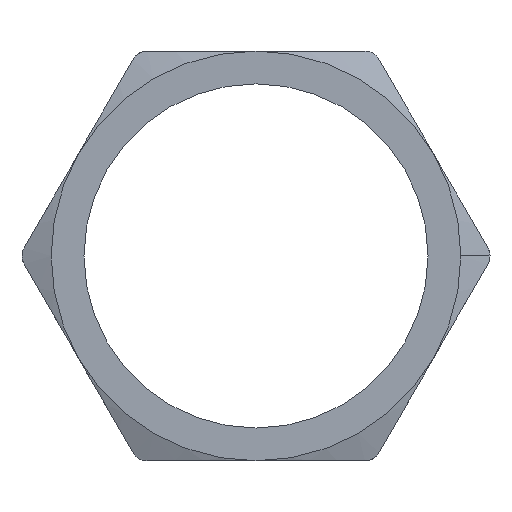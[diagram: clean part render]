
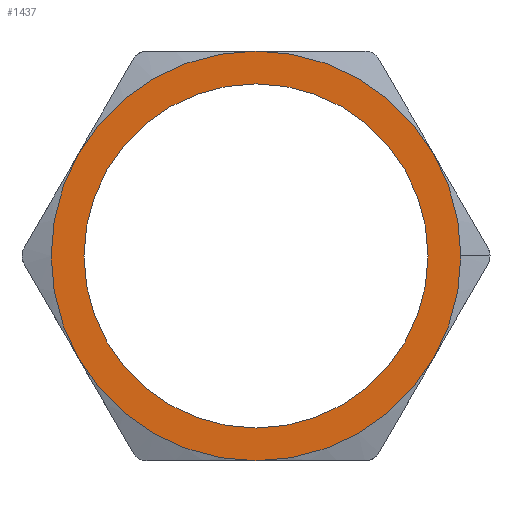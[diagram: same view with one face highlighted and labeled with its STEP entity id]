
A CAD part, top view. The second image highlights one B-rep face of the part: STEP entity #1437.
In plain terms, the highlighted planar face has unit normal (0, 0, 1).
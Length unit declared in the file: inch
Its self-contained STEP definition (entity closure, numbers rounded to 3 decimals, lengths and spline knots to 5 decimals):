
#236 = CARTESIAN_POINT ( 'NONE',  ( -0.315, 0., 0.11 ) ) ;
#296 = CARTESIAN_POINT ( 'NONE',  ( -0.32476, -0.1875, 0.11 ) ) ;
#867 = VERTEX_POINT ( 'NONE', #236 ) ;
#888 = EDGE_CURVE ( 'NONE', #889, #890, #1544, .T. ) ;
#889 = VERTEX_POINT ( 'NONE', #1539 ) ;
#890 = VERTEX_POINT ( 'NONE', #1538 ) ;
#1001 = VERTEX_POINT ( 'NONE', #1676 ) ;
#1003 = EDGE_CURVE ( 'NONE', #1004, #867, #1675, .T. ) ;
#1004 = VERTEX_POINT ( 'NONE', #1670 ) ;
#1041 = VERTEX_POINT ( 'NONE', #1745 ) ;
#1107 = VERTEX_POINT ( 'NONE', #296 ) ;
#1243 = VERTEX_POINT ( 'NONE', #1758 ) ;
#1262 = VERTEX_POINT ( 'NONE', #1808 ) ;
#1324 = EDGE_CURVE ( 'NONE', #1001, #1107, #1928, .T. ) ;
#1325 = ORIENTED_EDGE ( 'NONE', *, *, #1327, .T. ) ;
#1326 = ORIENTED_EDGE ( 'NONE', *, *, #1324, .T. ) ;
#1327 = EDGE_CURVE ( 'NONE', #1107, #1041, #1923, .T. ) ;
#1328 = EDGE_CURVE ( 'NONE', #1243, #1001, #1973, .T. ) ;
#1363 = ORIENTED_EDGE ( 'NONE', *, *, #1328, .T. ) ;
#1369 = EDGE_CURVE ( 'NONE', #1041, #1262, #2014, .T. ) ;
#1372 = ORIENTED_EDGE ( 'NONE', *, *, #1369, .T. ) ;
#1373 = EDGE_CURVE ( 'NONE', #1262, #889, #2008, .T. ) ;
#1374 = ORIENTED_EDGE ( 'NONE', *, *, #1373, .T. ) ;
#1375 = ORIENTED_EDGE ( 'NONE', *, *, #888, .T. ) ;
#1376 = ORIENTED_EDGE ( 'NONE', *, *, #1377, .T. ) ;
#1377 = EDGE_CURVE ( 'NONE', #890, #1243, #2062, .T. ) ;
#1380 = EDGE_LOOP ( 'NONE', ( #1438, #1423 ) ) ;
#1423 = ORIENTED_EDGE ( 'NONE', *, *, #1003, .T. ) ;
#1424 = EDGE_LOOP ( 'NONE', ( #1374, #1375, #1376, #1363, #1326, #1325, #1372 ) ) ;
#1434 = EDGE_CURVE ( 'NONE', #867, #1004, #2147, .T. ) ;
#1437 = ADVANCED_FACE ( 'NONE', ( #2137, #2136 ), #2135, .T. ) ;
#1438 = ORIENTED_EDGE ( 'NONE', *, *, #1434, .T. ) ;
#1538 = CARTESIAN_POINT ( 'NONE',  ( 0.32476, 0.1875, 0.11 ) ) ;
#1539 = CARTESIAN_POINT ( 'NONE',  ( 0.375, 0., 0.11 ) ) ;
#1540 = DIRECTION ( 'NONE',  ( 1., 0., 0. ) ) ;
#1541 = DIRECTION ( 'NONE',  ( 0., 0., 1. ) ) ;
#1542 = CARTESIAN_POINT ( 'NONE',  ( 0., 0., 0.11 ) ) ;
#1543 = AXIS2_PLACEMENT_3D ( 'NONE', #1542, #1541, #1540 ) ;
#1544 = CIRCLE ( 'NONE', #1543, 0.375 ) ;
#1670 = CARTESIAN_POINT ( 'NONE',  ( 0.315, 0., 0.11 ) ) ;
#1671 = DIRECTION ( 'NONE',  ( -1., 0., 0. ) ) ;
#1672 = DIRECTION ( 'NONE',  ( 0., 0., -1. ) ) ;
#1673 = CARTESIAN_POINT ( 'NONE',  ( 0., 0., 0.11 ) ) ;
#1674 = AXIS2_PLACEMENT_3D ( 'NONE', #1673, #1672, #1671 ) ;
#1675 = CIRCLE ( 'NONE', #1674, 0.315 ) ;
#1676 = CARTESIAN_POINT ( 'NONE',  ( -0.32476, 0.1875, 0.11 ) ) ;
#1745 = CARTESIAN_POINT ( 'NONE',  ( 0., -0.375, 0.11 ) ) ;
#1758 = CARTESIAN_POINT ( 'NONE',  ( 0., 0.375, 0.11 ) ) ;
#1808 = CARTESIAN_POINT ( 'NONE',  ( 0.32476, -0.1875, 0.11 ) ) ;
#1919 = DIRECTION ( 'NONE',  ( 1., 0., 0. ) ) ;
#1920 = DIRECTION ( 'NONE',  ( 0., 0., 1. ) ) ;
#1921 = CARTESIAN_POINT ( 'NONE',  ( 0., 0., 0.11 ) ) ;
#1922 = AXIS2_PLACEMENT_3D ( 'NONE', #1921, #1920, #1919 ) ;
#1923 = CIRCLE ( 'NONE', #1977, 0.375 ) ;
#1928 = CIRCLE ( 'NONE', #1922, 0.375 ) ;
#1969 = DIRECTION ( 'NONE',  ( 1., 0., 0. ) ) ;
#1970 = DIRECTION ( 'NONE',  ( 0., 0., 1. ) ) ;
#1971 = CARTESIAN_POINT ( 'NONE',  ( 0., 0., 0.11 ) ) ;
#1972 = AXIS2_PLACEMENT_3D ( 'NONE', #1971, #1970, #1969 ) ;
#1973 = CIRCLE ( 'NONE', #1972, 0.375 ) ;
#1974 = DIRECTION ( 'NONE',  ( 1., 0., 0. ) ) ;
#1975 = DIRECTION ( 'NONE',  ( 0., 0., 1. ) ) ;
#1976 = CARTESIAN_POINT ( 'NONE',  ( 0., 0., 0.11 ) ) ;
#1977 = AXIS2_PLACEMENT_3D ( 'NONE', #1976, #1975, #1974 ) ;
#2002 = CARTESIAN_POINT ( 'NONE',  ( 0., 0., 0.11 ) ) ;
#2003 = AXIS2_PLACEMENT_3D ( 'NONE', #2002, #2064, #2063 ) ;
#2008 = CIRCLE ( 'NONE', #2003, 0.375 ) ;
#2010 = DIRECTION ( 'NONE',  ( 1., 0., 0. ) ) ;
#2011 = DIRECTION ( 'NONE',  ( 0., 0., 1. ) ) ;
#2012 = CARTESIAN_POINT ( 'NONE',  ( 0., 0., 0.11 ) ) ;
#2013 = AXIS2_PLACEMENT_3D ( 'NONE', #2012, #2011, #2010 ) ;
#2014 = CIRCLE ( 'NONE', #2013, 0.375 ) ;
#2058 = DIRECTION ( 'NONE',  ( 1., 0., 0. ) ) ;
#2059 = DIRECTION ( 'NONE',  ( 0., 0., 1. ) ) ;
#2060 = CARTESIAN_POINT ( 'NONE',  ( 0., 0., 0.11 ) ) ;
#2061 = AXIS2_PLACEMENT_3D ( 'NONE', #2060, #2059, #2058 ) ;
#2062 = CIRCLE ( 'NONE', #2061, 0.375 ) ;
#2063 = DIRECTION ( 'NONE',  ( 1., 0., 0. ) ) ;
#2064 = DIRECTION ( 'NONE',  ( 0., 0., 1. ) ) ;
#2131 = DIRECTION ( 'NONE',  ( 1., 0., 0. ) ) ;
#2132 = DIRECTION ( 'NONE',  ( 0., 0., 1. ) ) ;
#2133 = CARTESIAN_POINT ( 'NONE',  ( -0.64952, -0.375, 0.11 ) ) ;
#2134 = AXIS2_PLACEMENT_3D ( 'NONE', #2133, #2132, #2131 ) ;
#2135 = PLANE ( 'NONE',  #2134 ) ;
#2136 = FACE_OUTER_BOUND ( 'NONE', #1424, .T. ) ;
#2137 = FACE_BOUND ( 'NONE', #1380, .T. ) ;
#2143 = DIRECTION ( 'NONE',  ( -1., 0., 0. ) ) ;
#2144 = DIRECTION ( 'NONE',  ( 0., 0., -1. ) ) ;
#2145 = CARTESIAN_POINT ( 'NONE',  ( 0., 0., 0.11 ) ) ;
#2146 = AXIS2_PLACEMENT_3D ( 'NONE', #2145, #2144, #2143 ) ;
#2147 = CIRCLE ( 'NONE', #2146, 0.315 ) ;
